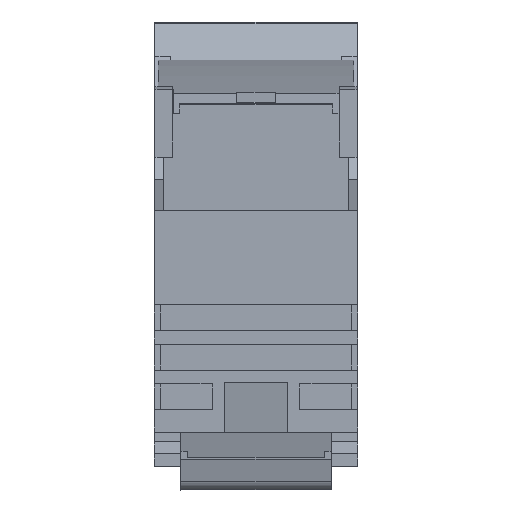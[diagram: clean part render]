
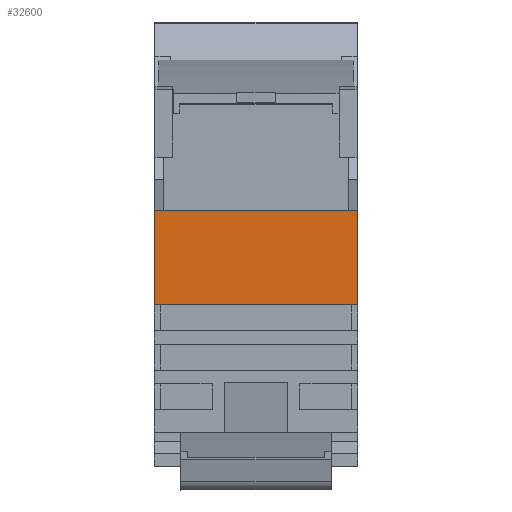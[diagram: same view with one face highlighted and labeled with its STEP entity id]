
A CAD part, front view. The second image highlights one B-rep face of the part: STEP entity #32600.
In plain terms, the highlighted planar face has unit normal (0, -1, 0).
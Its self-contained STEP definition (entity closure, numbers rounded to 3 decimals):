
#1170=CARTESIAN_POINT('',(0.,-33.1,
25.73));
#1180=VERTEX_POINT('',#1170);
#1210=CARTESIAN_POINT('',(0.,-33.1,
-11.532));
#1220=DIRECTION('',(0.,0.,1.));
#1230=VECTOR('',#1220,1.);
#1240=LINE('',#1210,#1230);
#1250=CARTESIAN_POINT('',(0.,-33.1,
14.8));
#1260=VERTEX_POINT('',#1250);
#1270=EDGE_CURVE('',#1260,#1180,#1240,.T.);
#4200=CARTESIAN_POINT('',(23.6,-33.1,
13.776));
#4210=DIRECTION('',(0.,0.,-1.));
#4220=VECTOR('',#4210,1.);
#4230=LINE('',#4200,#4220);
#5040=CARTESIAN_POINT('',(23.6,-33.1,
14.8));
#5050=VERTEX_POINT('',#5040);
#5080=CARTESIAN_POINT('',(23.6,-33.1,
25.73));
#5090=VERTEX_POINT('',#5080);
#5100=EDGE_CURVE('',#5090,#5050,#4230,.T.);
#8530=CARTESIAN_POINT('',(0.,-33.1,
25.73));
#8540=DIRECTION('',(0.,1.,0.));
#8550=DIRECTION('',(0.,0.,1.));
#8560=AXIS2_PLACEMENT_3D('',#8530,#8540,#8550);
#8570=PLANE('',#8560);
#9910=CARTESIAN_POINT('',(0.,-33.1,
25.73));
#9920=DIRECTION('',(1.,0.,0.));
#9930=VECTOR('',#9920,1.);
#9940=LINE('',#9910,#9930);
#9950=EDGE_CURVE('',#1180,#5090,#9940,.T.);
#23710=CARTESIAN_POINT('',(0.,-33.1,
14.8));
#23720=DIRECTION('',(-1.,0.,0.));
#23730=VECTOR('',#23720,1.);
#23740=LINE('',#23710,#23730);
#23750=EDGE_CURVE('',#5050,#1260,#23740,.T.);
#32540=ORIENTED_EDGE('',*,*,#1270,.F.);
#32550=ORIENTED_EDGE('',*,*,#9950,.F.);
#32560=ORIENTED_EDGE('',*,*,#5100,.F.);
#32570=ORIENTED_EDGE('',*,*,#23750,.F.);
#32580=EDGE_LOOP('',(#32570,#32560,#32550,#32540));
#32590=FACE_OUTER_BOUND('',#32580,.T.);
#32600=ADVANCED_FACE('',(#32590),#8570,.F.);
